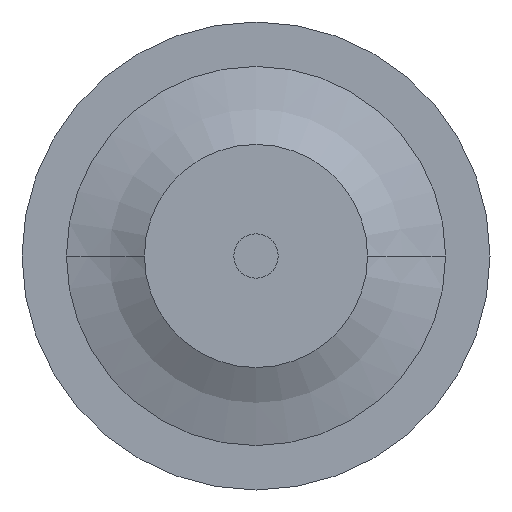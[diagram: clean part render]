
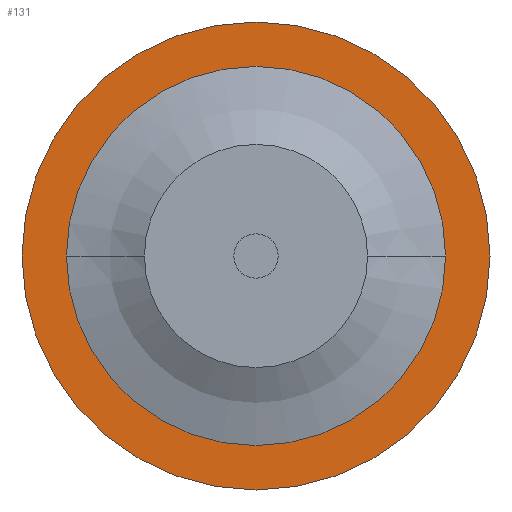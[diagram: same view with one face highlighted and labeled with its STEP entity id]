
A CAD part, front view. The second image highlights one B-rep face of the part: STEP entity #131.
In plain terms, the highlighted planar face has unit normal (0, -1, 0).
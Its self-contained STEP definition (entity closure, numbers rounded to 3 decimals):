
#31 = DIRECTION ( 'NONE',  ( 0., 1., 0. ) ) ;
#52 = VERTEX_POINT ( 'NONE', #225 ) ;
#77 = EDGE_CURVE ( 'NONE', #87, #52, #533, .T. ) ;
#87 = VERTEX_POINT ( 'NONE', #447 ) ;
#90 = CARTESIAN_POINT ( 'NONE',  ( 0., 20.8, 29. ) ) ;
#96 = CARTESIAN_POINT ( 'NONE',  ( -18.45, 20.8, 29. ) ) ;
#97 = AXIS2_PLACEMENT_3D ( 'NONE', #411, #150, #659 ) ;
#131 = ADVANCED_FACE ( 'NONE', ( #433, #545 ), #170, .T. ) ;
#135 = EDGE_LOOP ( 'NONE', ( #257, #303 ) ) ;
#141 = DIRECTION ( 'NONE',  ( 1., 0., 0. ) ) ;
#143 = AXIS2_PLACEMENT_3D ( 'NONE', #90, #31, #141 ) ;
#150 = DIRECTION ( 'NONE',  ( 0., 1., 0. ) ) ;
#170 = PLANE ( 'NONE',  #544 ) ;
#173 = DIRECTION ( 'NONE',  ( 0., -1., 0. ) ) ;
#196 = ORIENTED_EDGE ( 'NONE', *, *, #415, .F. ) ;
#198 = CIRCLE ( 'NONE', #143, 18.45 ) ;
#225 = CARTESIAN_POINT ( 'NONE',  ( 14.95, 20.8, 29. ) ) ;
#227 = AXIS2_PLACEMENT_3D ( 'NONE', #337, #441, #662 ) ;
#231 = CARTESIAN_POINT ( 'NONE',  ( 0., 20.8, 29. ) ) ;
#257 = ORIENTED_EDGE ( 'NONE', *, *, #77, .T. ) ;
#280 = DIRECTION ( 'NONE',  ( 0., 1., 0. ) ) ;
#303 = ORIENTED_EDGE ( 'NONE', *, *, #569, .T. ) ;
#311 = VERTEX_POINT ( 'NONE', #575 ) ;
#337 = CARTESIAN_POINT ( 'NONE',  ( 0., 20.8, 29. ) ) ;
#341 = EDGE_LOOP ( 'NONE', ( #455, #196 ) ) ;
#411 = CARTESIAN_POINT ( 'NONE',  ( 0., 20.8, 29. ) ) ;
#415 = EDGE_CURVE ( 'NONE', #311, #472, #198, .T. ) ;
#433 = FACE_BOUND ( 'NONE', #135, .T. ) ;
#440 = DIRECTION ( 'NONE',  ( 1., 0., 0. ) ) ;
#441 = DIRECTION ( 'NONE',  ( 0., 1., 0. ) ) ;
#447 = CARTESIAN_POINT ( 'NONE',  ( -14.95, 20.8, 29. ) ) ;
#454 = CIRCLE ( 'NONE', #97, 14.95 ) ;
#455 = ORIENTED_EDGE ( 'NONE', *, *, #612, .F. ) ;
#472 = VERTEX_POINT ( 'NONE', #96 ) ;
#481 = CIRCLE ( 'NONE', #698, 18.45 ) ;
#507 = DIRECTION ( 'NONE',  ( 1., 0., 0. ) ) ;
#533 = CIRCLE ( 'NONE', #227, 14.95 ) ;
#544 = AXIS2_PLACEMENT_3D ( 'NONE', #596, #173, #440 ) ;
#545 = FACE_OUTER_BOUND ( 'NONE', #341, .T. ) ;
#569 = EDGE_CURVE ( 'NONE', #52, #87, #454, .T. ) ;
#575 = CARTESIAN_POINT ( 'NONE',  ( 18.45, 20.8, 29. ) ) ;
#596 = CARTESIAN_POINT ( 'NONE',  ( -14.95, 20.8, 29. ) ) ;
#612 = EDGE_CURVE ( 'NONE', #472, #311, #481, .T. ) ;
#659 = DIRECTION ( 'NONE',  ( 1., 0., 0. ) ) ;
#662 = DIRECTION ( 'NONE',  ( 1., 0., 0. ) ) ;
#698 = AXIS2_PLACEMENT_3D ( 'NONE', #231, #280, #507 ) ;
